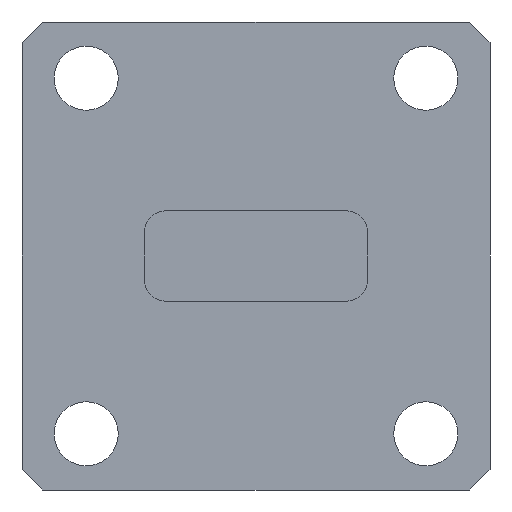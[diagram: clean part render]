
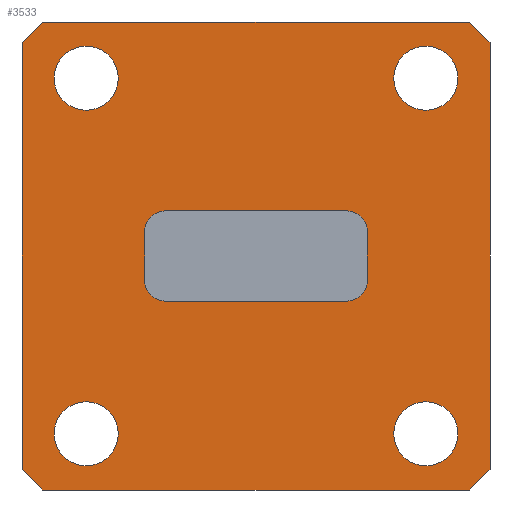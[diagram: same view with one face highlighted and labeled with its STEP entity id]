
A CAD part, front view. The second image highlights one B-rep face of the part: STEP entity #3533.
In plain terms, the highlighted planar face has unit normal (0, -1, 0).
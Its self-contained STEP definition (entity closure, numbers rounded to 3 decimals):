
#424 = VERTEX_POINT('',#425);
#425 = CARTESIAN_POINT('',(-10.2,-3.,-11.2));
#431 = EDGE_CURVE('',#424,#432,#434,.T.);
#432 = VERTEX_POINT('',#433);
#433 = CARTESIAN_POINT('',(10.2,-3.,-11.2));
#434 = LINE('',#435,#436);
#435 = CARTESIAN_POINT('',(-11.2,-3.,-11.2));
#436 = VECTOR('',#437,1.);
#437 = DIRECTION('',(1.,0.,0.));
#455 = EDGE_CURVE('',#424,#456,#458,.T.);
#456 = VERTEX_POINT('',#457);
#457 = CARTESIAN_POINT('',(-11.2,-3.,-10.2));
#458 = LINE('',#459,#460);
#459 = CARTESIAN_POINT('',(-10.7,-3.,-10.7));
#460 = VECTOR('',#461,1.);
#461 = DIRECTION('',(-0.707,0.,0.707));
#479 = VERTEX_POINT('',#480);
#480 = CARTESIAN_POINT('',(11.2,-3.,-10.2));
#486 = EDGE_CURVE('',#479,#432,#487,.T.);
#487 = LINE('',#488,#489);
#488 = CARTESIAN_POINT('',(10.7,-3.,-10.7));
#489 = VECTOR('',#490,1.);
#490 = DIRECTION('',(-0.707,0.,-0.707));
#503 = VERTEX_POINT('',#504);
#504 = CARTESIAN_POINT('',(-11.2,-3.,10.2));
#510 = EDGE_CURVE('',#503,#456,#511,.T.);
#511 = LINE('',#512,#513);
#512 = CARTESIAN_POINT('',(-11.2,-3.,11.2));
#513 = VECTOR('',#514,1.);
#514 = DIRECTION('',(0.,0.,-1.));
#527 = EDGE_CURVE('',#479,#528,#530,.T.);
#528 = VERTEX_POINT('',#529);
#529 = CARTESIAN_POINT('',(11.2,-3.,10.2));
#530 = LINE('',#531,#532);
#531 = CARTESIAN_POINT('',(11.2,-3.,-11.2));
#532 = VECTOR('',#533,1.);
#533 = DIRECTION('',(0.,0.,1.));
#551 = VERTEX_POINT('',#552);
#552 = CARTESIAN_POINT('',(-10.2,-3.,11.2));
#558 = EDGE_CURVE('',#551,#503,#559,.T.);
#559 = LINE('',#560,#561);
#560 = CARTESIAN_POINT('',(-10.7,-3.,10.7));
#561 = VECTOR('',#562,1.);
#562 = DIRECTION('',(-0.707,0.,-0.707));
#575 = EDGE_CURVE('',#528,#576,#578,.T.);
#576 = VERTEX_POINT('',#577);
#577 = CARTESIAN_POINT('',(10.2,-3.,11.2));
#578 = LINE('',#579,#580);
#579 = CARTESIAN_POINT('',(10.7,-3.,10.7));
#580 = VECTOR('',#581,1.);
#581 = DIRECTION('',(-0.707,0.,0.707));
#599 = EDGE_CURVE('',#576,#551,#600,.T.);
#600 = LINE('',#601,#602);
#601 = CARTESIAN_POINT('',(11.2,-3.,11.2));
#602 = VECTOR('',#603,1.);
#603 = DIRECTION('',(-1.,0.,0.));
#615 = VERTEX_POINT('',#616);
#616 = CARTESIAN_POINT('',(-6.595,-3.,-8.51));
#622 = EDGE_CURVE('',#615,#615,#623,.T.);
#623 = CIRCLE('',#624,1.535);
#624 = AXIS2_PLACEMENT_3D('',#625,#626,#627);
#625 = CARTESIAN_POINT('',(-8.13,-3.,-8.51));
#626 = DIRECTION('',(0.,-1.,0.));
#627 = DIRECTION('',(1.,0.,0.));
#640 = VERTEX_POINT('',#641);
#641 = CARTESIAN_POINT('',(-6.595,-3.,8.51));
#647 = EDGE_CURVE('',#640,#640,#648,.T.);
#648 = CIRCLE('',#649,1.535);
#649 = AXIS2_PLACEMENT_3D('',#650,#651,#652);
#650 = CARTESIAN_POINT('',(-8.13,-3.,8.51));
#651 = DIRECTION('',(0.,-1.,0.));
#652 = DIRECTION('',(1.,0.,0.));
#665 = VERTEX_POINT('',#666);
#666 = CARTESIAN_POINT('',(9.665,-3.,-8.51));
#672 = EDGE_CURVE('',#665,#665,#673,.T.);
#673 = CIRCLE('',#674,1.535);
#674 = AXIS2_PLACEMENT_3D('',#675,#676,#677);
#675 = CARTESIAN_POINT('',(8.13,-3.,-8.51));
#676 = DIRECTION('',(0.,-1.,0.));
#677 = DIRECTION('',(1.,0.,0.));
#690 = VERTEX_POINT('',#691);
#691 = CARTESIAN_POINT('',(9.665,-3.,8.51));
#697 = EDGE_CURVE('',#690,#690,#698,.T.);
#698 = CIRCLE('',#699,1.535);
#699 = AXIS2_PLACEMENT_3D('',#700,#701,#702);
#700 = CARTESIAN_POINT('',(8.13,-3.,8.51));
#701 = DIRECTION('',(0.,-1.,0.));
#702 = DIRECTION('',(1.,0.,0.));
#3533 = ADVANCED_FACE('',(#3534,#3544,#3547,#3550,#3553,#3623),#3626,.F.
  );
#3534 = FACE_BOUND('',#3535,.F.);
#3535 = EDGE_LOOP('',(#3536,#3537,#3538,#3539,#3540,#3541,#3542,#3543));
#3536 = ORIENTED_EDGE('',*,*,#431,.F.);
#3537 = ORIENTED_EDGE('',*,*,#455,.T.);
#3538 = ORIENTED_EDGE('',*,*,#510,.F.);
#3539 = ORIENTED_EDGE('',*,*,#558,.F.);
#3540 = ORIENTED_EDGE('',*,*,#599,.F.);
#3541 = ORIENTED_EDGE('',*,*,#575,.F.);
#3542 = ORIENTED_EDGE('',*,*,#527,.F.);
#3543 = ORIENTED_EDGE('',*,*,#486,.T.);
#3544 = FACE_BOUND('',#3545,.F.);
#3545 = EDGE_LOOP('',(#3546));
#3546 = ORIENTED_EDGE('',*,*,#622,.T.);
#3547 = FACE_BOUND('',#3548,.F.);
#3548 = EDGE_LOOP('',(#3549));
#3549 = ORIENTED_EDGE('',*,*,#647,.T.);
#3550 = FACE_BOUND('',#3551,.F.);
#3551 = EDGE_LOOP('',(#3552));
#3552 = ORIENTED_EDGE('',*,*,#672,.T.);
#3553 = FACE_BOUND('',#3554,.F.);
#3554 = EDGE_LOOP('',(#3555,#3565,#3574,#3582,#3591,#3599,#3608,#3616));
#3555 = ORIENTED_EDGE('',*,*,#3556,.F.);
#3556 = EDGE_CURVE('',#3557,#3559,#3561,.T.);
#3557 = VERTEX_POINT('',#3558);
#3558 = CARTESIAN_POINT('',(-5.334,-3.,-1.159));
#3559 = VERTEX_POINT('',#3560);
#3560 = CARTESIAN_POINT('',(-5.334,-3.,1.159));
#3561 = LINE('',#3562,#3563);
#3562 = CARTESIAN_POINT('',(-5.334,-3.,-1.159));
#3563 = VECTOR('',#3564,1.);
#3564 = DIRECTION('',(0.,0.,1.));
#3565 = ORIENTED_EDGE('',*,*,#3566,.T.);
#3566 = EDGE_CURVE('',#3557,#3567,#3569,.T.);
#3567 = VERTEX_POINT('',#3568);
#3568 = CARTESIAN_POINT('',(-4.334,-3.,-2.159));
#3569 = CIRCLE('',#3570,1.);
#3570 = AXIS2_PLACEMENT_3D('',#3571,#3572,#3573);
#3571 = CARTESIAN_POINT('',(-4.334,-3.,-1.159));
#3572 = DIRECTION('',(0.,-1.,0.));
#3573 = DIRECTION('',(1.,0.,0.));
#3574 = ORIENTED_EDGE('',*,*,#3575,.F.);
#3575 = EDGE_CURVE('',#3576,#3567,#3578,.T.);
#3576 = VERTEX_POINT('',#3577);
#3577 = CARTESIAN_POINT('',(4.334,-3.,-2.159));
#3578 = LINE('',#3579,#3580);
#3579 = CARTESIAN_POINT('',(4.334,-3.,-2.159));
#3580 = VECTOR('',#3581,1.);
#3581 = DIRECTION('',(-1.,0.,0.));
#3582 = ORIENTED_EDGE('',*,*,#3583,.T.);
#3583 = EDGE_CURVE('',#3576,#3584,#3586,.T.);
#3584 = VERTEX_POINT('',#3585);
#3585 = CARTESIAN_POINT('',(5.334,-3.,-1.159));
#3586 = CIRCLE('',#3587,1.);
#3587 = AXIS2_PLACEMENT_3D('',#3588,#3589,#3590);
#3588 = CARTESIAN_POINT('',(4.334,-3.,-1.159));
#3589 = DIRECTION('',(0.,-1.,0.));
#3590 = DIRECTION('',(1.,0.,0.));
#3591 = ORIENTED_EDGE('',*,*,#3592,.F.);
#3592 = EDGE_CURVE('',#3593,#3584,#3595,.T.);
#3593 = VERTEX_POINT('',#3594);
#3594 = CARTESIAN_POINT('',(5.334,-3.,1.159));
#3595 = LINE('',#3596,#3597);
#3596 = CARTESIAN_POINT('',(5.334,-3.,1.159));
#3597 = VECTOR('',#3598,1.);
#3598 = DIRECTION('',(0.,0.,-1.));
#3599 = ORIENTED_EDGE('',*,*,#3600,.T.);
#3600 = EDGE_CURVE('',#3593,#3601,#3603,.T.);
#3601 = VERTEX_POINT('',#3602);
#3602 = CARTESIAN_POINT('',(4.334,-3.,2.159));
#3603 = CIRCLE('',#3604,1.);
#3604 = AXIS2_PLACEMENT_3D('',#3605,#3606,#3607);
#3605 = CARTESIAN_POINT('',(4.334,-3.,1.159));
#3606 = DIRECTION('',(0.,-1.,0.));
#3607 = DIRECTION('',(1.,0.,0.));
#3608 = ORIENTED_EDGE('',*,*,#3609,.F.);
#3609 = EDGE_CURVE('',#3610,#3601,#3612,.T.);
#3610 = VERTEX_POINT('',#3611);
#3611 = CARTESIAN_POINT('',(-4.334,-3.,2.159));
#3612 = LINE('',#3613,#3614);
#3613 = CARTESIAN_POINT('',(-4.334,-3.,2.159));
#3614 = VECTOR('',#3615,1.);
#3615 = DIRECTION('',(1.,0.,0.));
#3616 = ORIENTED_EDGE('',*,*,#3617,.T.);
#3617 = EDGE_CURVE('',#3610,#3559,#3618,.T.);
#3618 = CIRCLE('',#3619,1.);
#3619 = AXIS2_PLACEMENT_3D('',#3620,#3621,#3622);
#3620 = CARTESIAN_POINT('',(-4.334,-3.,1.159));
#3621 = DIRECTION('',(0.,-1.,0.));
#3622 = DIRECTION('',(1.,0.,0.));
#3623 = FACE_BOUND('',#3624,.F.);
#3624 = EDGE_LOOP('',(#3625));
#3625 = ORIENTED_EDGE('',*,*,#697,.T.);
#3626 = PLANE('',#3627);
#3627 = AXIS2_PLACEMENT_3D('',#3628,#3629,#3630);
#3628 = CARTESIAN_POINT('',(0.,-3.,0.));
#3629 = DIRECTION('',(0.,1.,0.));
#3630 = DIRECTION('',(0.,0.,1.));
